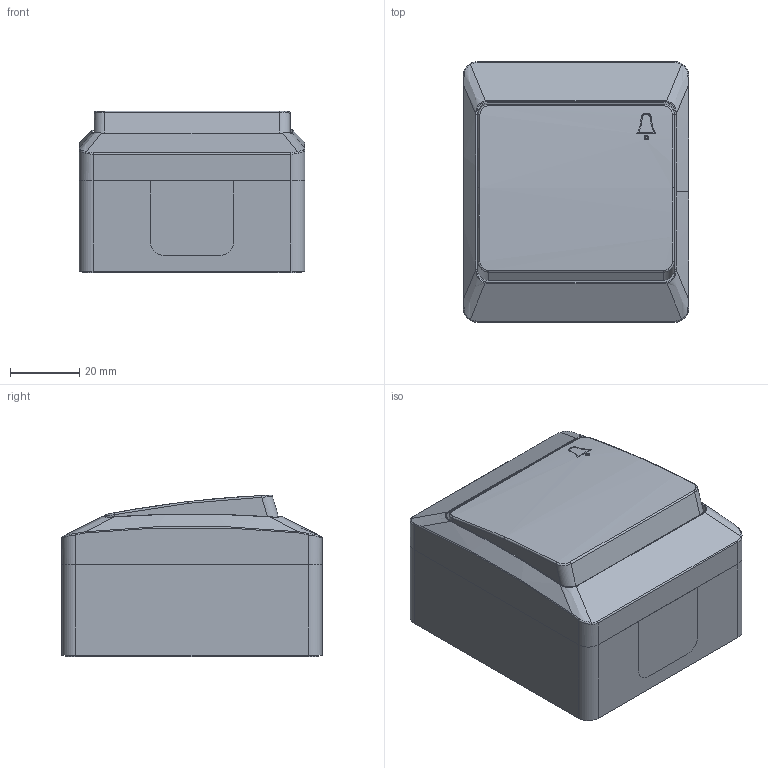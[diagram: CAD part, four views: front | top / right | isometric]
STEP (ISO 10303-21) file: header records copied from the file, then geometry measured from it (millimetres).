
FILE_DESCRIPTION (( 'STEP AP203' ), '1' );
FILE_NAME ('EVM13-K02-10-44-EC ÂÑê20-1-0-Ã× âûêë.êíîï. î_ó IP44 (öâåò êëàâèøè-÷åðíûé) ÃÅÐÌÅÑ.STEP', '2016-11-23T09:22:19', ( '' ), ( '' ), 'SwSTEP 2.0', 'SolidWorks 2014', '' );
FILE_SCHEMA (( 'CONFIG_CONTROL_DESIGN' ));
Length unit declared in the file: millimetre
Products named in the file (2): EVM13-K02-10-44-EC ÂÑê20-1-0-Ã× âûêë.êíîï. î_ó IP44 (öâåò êëàâèøè-÷åðíûé) ÃÅÐÌÅÑ
Bounding box: 65 x 75 x 46.57 mm (x, y, z)
Volume: 50068.4 mm3; surface area: 57406.8 mm2
Topology: 5 solids, 5 shells, 354 faces, 945 edges, 614 vertices
Faces by surface type: plane 205, cylinder 89, bspline 48, cone 6, torus 6
Entity records: 12629 total; most frequent: CARTESIAN_POINT 4000, ORIENTED_EDGE 1890, DIRECTION 1593, EDGE_CURVE 945, VECTOR 615, LINE 615, VERTEX_POINT 614, AXIS2_PLACEMENT_3D 489
